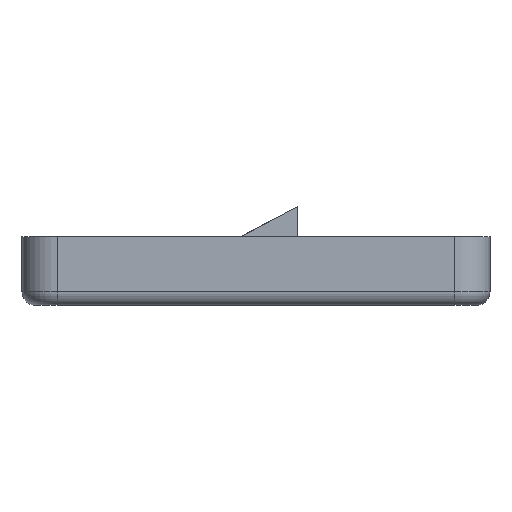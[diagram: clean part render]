
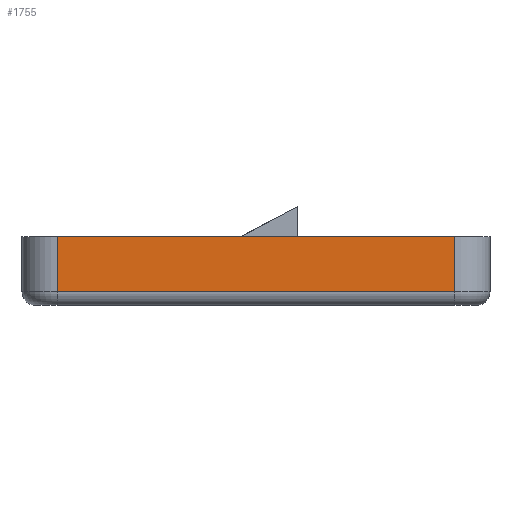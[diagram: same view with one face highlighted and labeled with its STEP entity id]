
A CAD part, front view. The second image highlights one B-rep face of the part: STEP entity #1755.
In plain terms, the highlighted planar face has unit normal (0, -1, 0).
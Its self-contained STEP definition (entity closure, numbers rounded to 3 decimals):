
#604=CARTESIAN_POINT('',(-28.875,-48.15,2.822));
#605=VERTEX_POINT('',#604);
#613=CARTESIAN_POINT('',(28.875,-48.15,2.822));
#614=VERTEX_POINT('',#613);
#615=CARTESIAN_POINT('',(-28.875,-48.15,2.822));
#616=DIRECTION('',(1.,-0.,-0.));
#617=VECTOR('',#616,57.75);
#618=LINE('',#615,#617);
#619=EDGE_CURVE('',#605,#614,#618,.T.);
#1712=CARTESIAN_POINT('',(-28.875,-48.15,-5.178));
#1713=VERTEX_POINT('',#1712);
#1714=CARTESIAN_POINT('',(-28.875,-48.15,2.822));
#1715=DIRECTION('',(-0.,0.,-1.));
#1716=VECTOR('',#1715,8.);
#1717=LINE('',#1714,#1716);
#1718=EDGE_CURVE('',#605,#1713,#1717,.T.);
#1732=CARTESIAN_POINT('',(0.,-48.15,-2.178));
#1733=DIRECTION('',(0.,-1.,0.));
#1734=DIRECTION('',(-0.,0.,-1.));
#1735=AXIS2_PLACEMENT_3D('',#1732,#1733,#1734);
#1736=PLANE('',#1735);
#1737=CARTESIAN_POINT('',(28.875,-48.15,-5.178));
#1738=VERTEX_POINT('',#1737);
#1739=CARTESIAN_POINT('',(28.875,-48.15,2.822));
#1740=DIRECTION('',(-0.,0.,-1.));
#1741=VECTOR('',#1740,8.);
#1742=LINE('',#1739,#1741);
#1743=EDGE_CURVE('',#614,#1738,#1742,.T.);
#1744=ORIENTED_EDGE('',*,*,#1743,.F.);
#1745=ORIENTED_EDGE('',*,*,#619,.F.);
#1746=ORIENTED_EDGE('',*,*,#1718,.T.);
#1747=CARTESIAN_POINT('',(28.875,-48.15,-5.178));
#1748=DIRECTION('',(-1.,-0.,0.));
#1749=VECTOR('',#1748,57.75);
#1750=LINE('',#1747,#1749);
#1751=EDGE_CURVE('',#1738,#1713,#1750,.T.);
#1752=ORIENTED_EDGE('',*,*,#1751,.F.);
#1753=EDGE_LOOP('',(#1744,#1745,#1746,#1752));
#1754=FACE_BOUND('',#1753,.T.);
#1755=ADVANCED_FACE('',(#1754),#1736,.T.);
